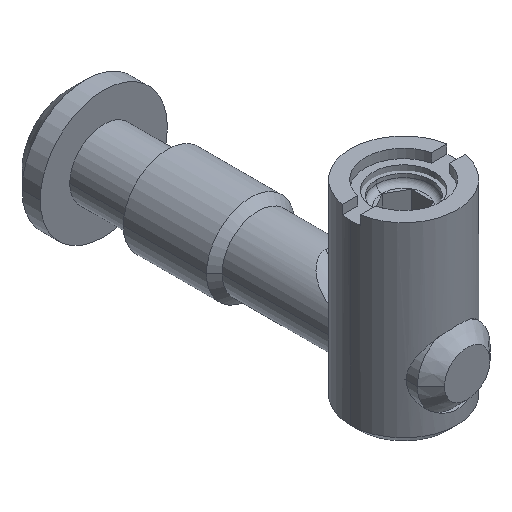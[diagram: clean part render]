
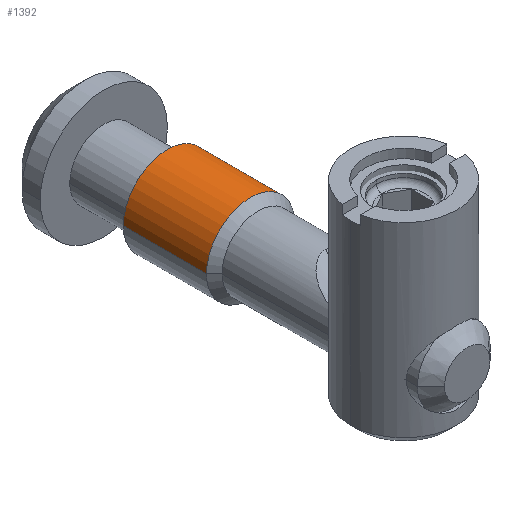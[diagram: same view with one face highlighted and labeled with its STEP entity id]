
A CAD part, isometric view. The second image highlights one B-rep face of the part: STEP entity #1392.
In plain terms, the highlighted cylindrical face has radius 4.85 mm (diameter 9.7 mm), a partial arc.
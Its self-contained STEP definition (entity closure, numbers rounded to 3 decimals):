
#12 = EDGE_LOOP ( 'NONE', ( #1592, #27, #1366, #664 ) ) ;
#27 = ORIENTED_EDGE ( 'NONE', *, *, #1775, .T. ) ;
#127 = DIRECTION ( 'NONE',  ( 1., 0., 0. ) ) ;
#137 = LINE ( 'NONE', #1608, #1750 ) ;
#187 = AXIS2_PLACEMENT_3D ( 'NONE', #732, #1723, #864 ) ;
#194 = DIRECTION ( 'NONE',  ( 1., 0., 0. ) ) ;
#228 = AXIS2_PLACEMENT_3D ( 'NONE', #459, #1298, #329 ) ;
#251 = CIRCLE ( 'NONE', #1928, 4.85 ) ;
#329 = DIRECTION ( 'NONE',  ( 0., 0., 1. ) ) ;
#445 = CARTESIAN_POINT ( 'NONE',  ( -0.85, 0., -4.85 ) ) ;
#459 = CARTESIAN_POINT ( 'NONE',  ( -10., 0., 0. ) ) ;
#568 = DIRECTION ( 'NONE',  ( -1., 0., 0. ) ) ;
#664 = ORIENTED_EDGE ( 'NONE', *, *, #1257, .F. ) ;
#713 = VECTOR ( 'NONE', #194, 1000. ) ;
#720 = EDGE_CURVE ( 'NONE', #1850, #1699, #251, .T. ) ;
#721 = VERTEX_POINT ( 'NONE', #1885 ) ;
#732 = CARTESIAN_POINT ( 'NONE',  ( -10., 0., 0. ) ) ;
#830 = FACE_OUTER_BOUND ( 'NONE', #12, .T. ) ;
#864 = DIRECTION ( 'NONE',  ( 0., 0., -1. ) ) ;
#883 = CIRCLE ( 'NONE', #228, 4.85 ) ;
#959 = LINE ( 'NONE', #1144, #713 ) ;
#1019 = CARTESIAN_POINT ( 'NONE',  ( -10., 0., 4.85 ) ) ;
#1144 = CARTESIAN_POINT ( 'NONE',  ( -10., 0., -4.85 ) ) ;
#1257 = EDGE_CURVE ( 'NONE', #721, #1699, #959, .T. ) ;
#1298 = DIRECTION ( 'NONE',  ( -1., 0., 0. ) ) ;
#1366 = ORIENTED_EDGE ( 'NONE', *, *, #720, .T. ) ;
#1392 = ADVANCED_FACE ( 'NONE', ( #830 ), #1819, .T. ) ;
#1397 = CARTESIAN_POINT ( 'NONE',  ( -0.85, 0., 0. ) ) ;
#1412 = DIRECTION ( 'NONE',  ( 0., 0., 1. ) ) ;
#1592 = ORIENTED_EDGE ( 'NONE', *, *, #1718, .F. ) ;
#1608 = CARTESIAN_POINT ( 'NONE',  ( -10., 0., 4.85 ) ) ;
#1699 = VERTEX_POINT ( 'NONE', #445 ) ;
#1718 = EDGE_CURVE ( 'NONE', #1888, #721, #883, .T. ) ;
#1723 = DIRECTION ( 'NONE',  ( 1., 0., 0. ) ) ;
#1750 = VECTOR ( 'NONE', #127, 1000. ) ;
#1775 = EDGE_CURVE ( 'NONE', #1888, #1850, #137, .T. ) ;
#1819 = CYLINDRICAL_SURFACE ( 'NONE', #187, 4.85 ) ;
#1844 = CARTESIAN_POINT ( 'NONE',  ( -0.85, 0., 4.85 ) ) ;
#1850 = VERTEX_POINT ( 'NONE', #1844 ) ;
#1885 = CARTESIAN_POINT ( 'NONE',  ( -10., 0., -4.85 ) ) ;
#1888 = VERTEX_POINT ( 'NONE', #1019 ) ;
#1928 = AXIS2_PLACEMENT_3D ( 'NONE', #1397, #568, #1412 ) ;
